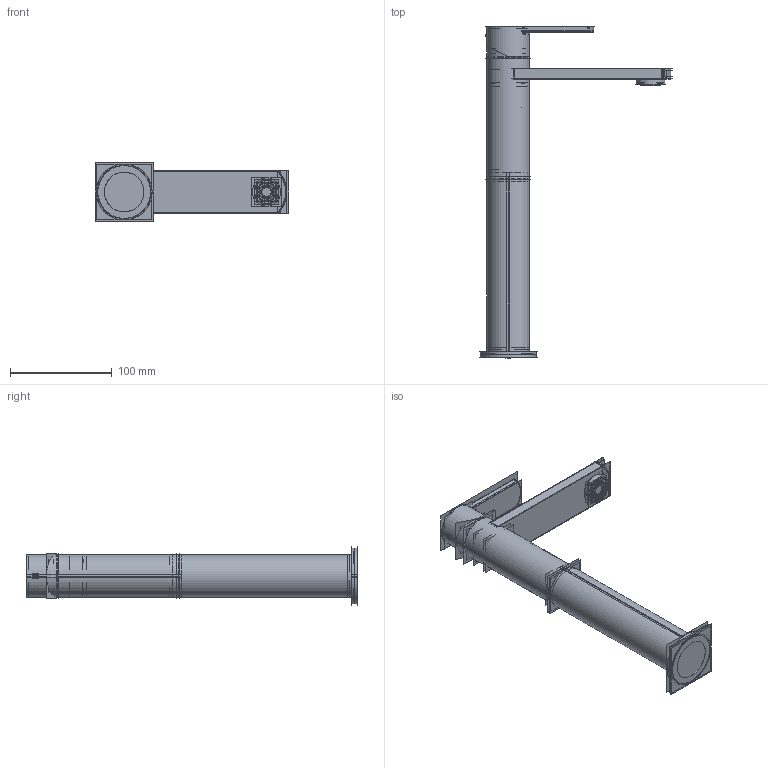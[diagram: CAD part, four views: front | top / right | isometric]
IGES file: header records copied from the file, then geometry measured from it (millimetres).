
Start section:  PTC IGES file: WP112DNC.igs
Global section: file name: WP112DNC.igs; native system: Pro/ENGINEER by Parametric Technology Corporation; preprocessor: 2009360; author: user148; organization: Unknown; date: 20200328.163715; units: millimetre
Bounding box: 190.69 x 326.59 x 57.2 mm (x, y, z)
Volume: 153229.8 mm3; surface area: 779854.5 mm2
Topology: 12 solids, 21 shells, 1644 faces, 7988 edges, 9931 vertices
Faces by surface type: bspline 1050, revolution 594
